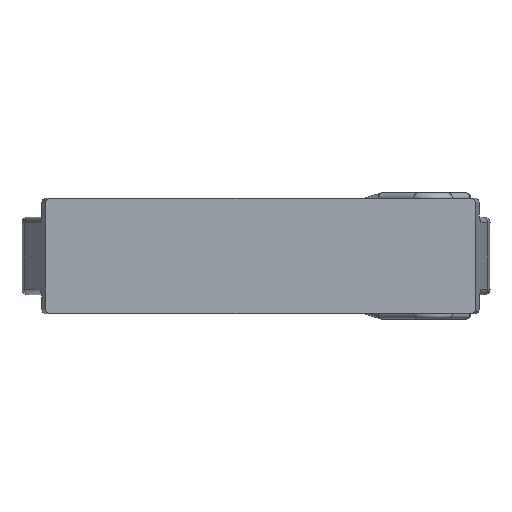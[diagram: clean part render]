
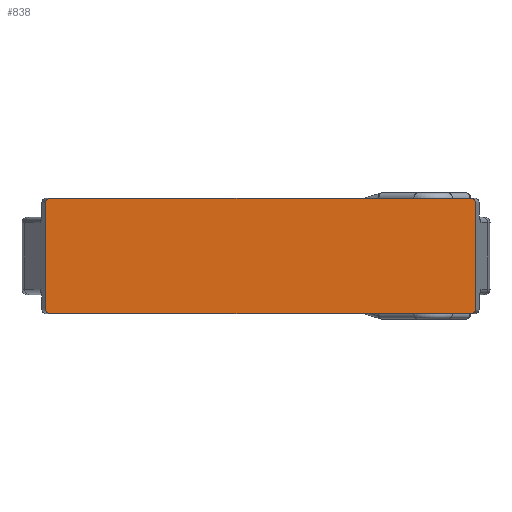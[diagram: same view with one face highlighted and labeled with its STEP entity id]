
A CAD part, front view. The second image highlights one B-rep face of the part: STEP entity #838.
In plain terms, the highlighted planar face has unit normal (0, -1, 0).
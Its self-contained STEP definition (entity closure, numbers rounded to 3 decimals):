
#664=ELLIPSE('',#6903,2.031,2.);
#665=ELLIPSE('',#6904,2.031,2.);
#666=ELLIPSE('',#6905,2.031,2.);
#667=ELLIPSE('',#6906,2.031,2.);
#838=ADVANCED_FACE('',(#1390),#1172,.F.);
#1172=PLANE('',#6907);
#1390=FACE_OUTER_BOUND('',#1798,.T.);
#1798=EDGE_LOOP('',(#2814,#2815,#2816,#2817,#2818,#2819,#2820,#2821));
#2814=ORIENTED_EDGE('',*,*,#5187,.F.);
#2815=ORIENTED_EDGE('',*,*,#5188,.T.);
#2816=ORIENTED_EDGE('',*,*,#5171,.T.);
#2817=ORIENTED_EDGE('',*,*,#5189,.T.);
#2818=ORIENTED_EDGE('',*,*,#5183,.T.);
#2819=ORIENTED_EDGE('',*,*,#5190,.T.);
#2820=ORIENTED_EDGE('',*,*,#5176,.F.);
#2821=ORIENTED_EDGE('',*,*,#5191,.T.);
#4512=VERTEX_POINT('',#9814);
#4513=VERTEX_POINT('',#9816);
#4517=VERTEX_POINT('',#9825);
#4518=VERTEX_POINT('',#9827);
#4523=VERTEX_POINT('',#9840);
#4524=VERTEX_POINT('',#9841);
#4527=VERTEX_POINT('',#9849);
#4528=VERTEX_POINT('',#9850);
#5171=EDGE_CURVE('',#4513,#4512,#5952,.T.);
#5176=EDGE_CURVE('',#4517,#4518,#5957,.T.);
#5183=EDGE_CURVE('',#4523,#4524,#5962,.T.);
#5187=EDGE_CURVE('',#4527,#4528,#5966,.T.);
#5188=EDGE_CURVE('',#4527,#4513,#664,.T.);
#5189=EDGE_CURVE('',#4512,#4523,#665,.T.);
#5190=EDGE_CURVE('',#4524,#4518,#666,.T.);
#5191=EDGE_CURVE('',#4517,#4528,#667,.T.);
#5952=LINE('',#9815,#6375);
#5957=LINE('',#9826,#6380);
#5962=LINE('',#9839,#6385);
#5966=LINE('',#9848,#6389);
#6375=VECTOR('',#7721,1.);
#6380=VECTOR('',#7728,1.);
#6385=VECTOR('',#7739,1.);
#6389=VECTOR('',#7745,1.);
#6903=AXIS2_PLACEMENT_3D('',#9851,#7746,#7747);
#6904=AXIS2_PLACEMENT_3D('',#9852,#7748,#7749);
#6905=AXIS2_PLACEMENT_3D('',#9853,#7750,#7751);
#6906=AXIS2_PLACEMENT_3D('',#9854,#7752,#7753);
#6907=AXIS2_PLACEMENT_3D('',#9855,#7754,#7755);
#7721=DIRECTION('',(0.,0.,-1.));
#7728=DIRECTION('',(0.,0.,-1.));
#7739=DIRECTION('',(1.,0.,0.));
#7745=DIRECTION('',(1.,0.,0.));
#7746=DIRECTION('',(0.,-1.,0.));
#7747=DIRECTION('',(-1.,0.,0.));
#7748=DIRECTION('',(0.,-1.,0.));
#7749=DIRECTION('',(1.,0.,0.));
#7750=DIRECTION('',(0.,-1.,0.));
#7751=DIRECTION('',(1.,0.,0.));
#7752=DIRECTION('',(0.,-1.,0.));
#7753=DIRECTION('',(-1.,0.,0.));
#7754=DIRECTION('',(0.,1.,0.));
#7755=DIRECTION('',(0.,0.,1.));
#9814=CARTESIAN_POINT('',(0.,0.,2.));
#9815=CARTESIAN_POINT('',(0.,0.,45.));
#9816=CARTESIAN_POINT('',(0.,0.,43.));
#9825=CARTESIAN_POINT('',(167.,0.,43.));
#9826=CARTESIAN_POINT('',(167.,0.,45.));
#9827=CARTESIAN_POINT('',(167.,0.,2.));
#9839=CARTESIAN_POINT('',(0.,0.,0.));
#9840=CARTESIAN_POINT('',(2.031,0.,0.));
#9841=CARTESIAN_POINT('',(164.969,0.,0.));
#9848=CARTESIAN_POINT('',(0.,0.,45.));
#9849=CARTESIAN_POINT('',(2.031,0.,45.));
#9850=CARTESIAN_POINT('',(164.969,0.,45.));
#9851=CARTESIAN_POINT('',(2.031,0.,43.));
#9852=CARTESIAN_POINT('',(2.031,0.,2.));
#9853=CARTESIAN_POINT('',(164.969,0.,2.));
#9854=CARTESIAN_POINT('',(164.969,0.,43.));
#9855=CARTESIAN_POINT('',(0.,0.,45.));
